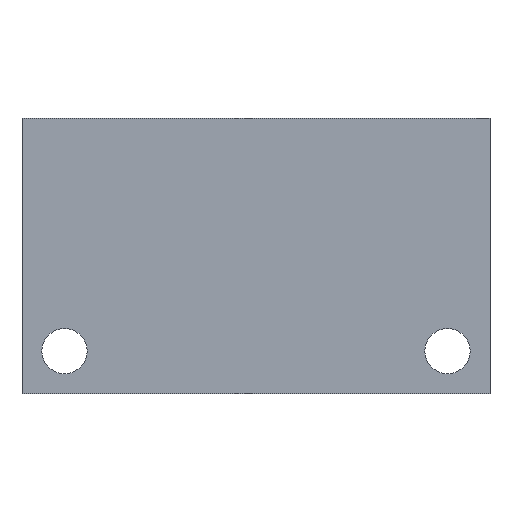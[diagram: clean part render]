
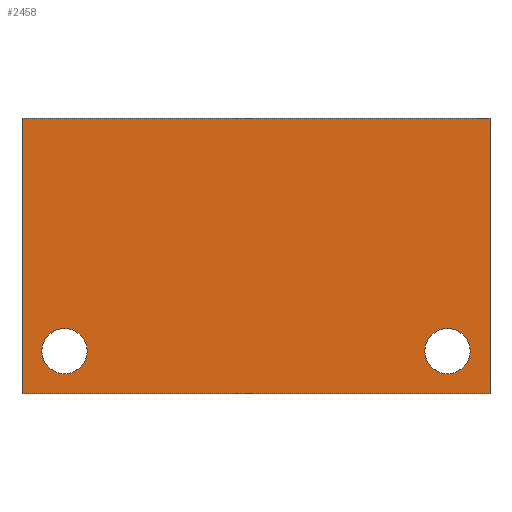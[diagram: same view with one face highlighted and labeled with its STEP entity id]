
A CAD part, front view. The second image highlights one B-rep face of the part: STEP entity #2458.
In plain terms, the highlighted planar face has unit normal (0, -1, 0).
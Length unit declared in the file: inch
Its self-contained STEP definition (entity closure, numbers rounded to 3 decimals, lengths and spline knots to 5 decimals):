
#19 = ORIENTED_EDGE ( 'NONE', *, *, #4604, .T. ) ;
#69 = EDGE_CURVE ( 'NONE', #3557, #1189, #3189, .T. ) ;
#98 = DIRECTION ( 'NONE',  ( 0., 0., -1. ) ) ;
#112 = VERTEX_POINT ( 'NONE', #5000 ) ;
#270 = EDGE_LOOP ( 'NONE', ( #2501, #5591, #5057, #2945 ) ) ;
#540 = DIRECTION ( 'NONE',  ( 0., 0., 1. ) ) ;
#586 = DIRECTION ( 'NONE',  ( 0., 1., 0. ) ) ;
#651 = VECTOR ( 'NONE', #4254, 39.37008 ) ;
#663 = FACE_BOUND ( 'NONE', #3143, .T. ) ;
#718 = DIRECTION ( 'NONE',  ( 0., 0., 1. ) ) ;
#727 = DIRECTION ( 'NONE',  ( 0., 0., -1. ) ) ;
#941 = CARTESIAN_POINT ( 'NONE',  ( -2.125, -0.375, -0.625 ) ) ;
#964 = DIRECTION ( 'NONE',  ( 1., 0., 0. ) ) ;
#1154 = FACE_BOUND ( 'NONE', #3533, .T. ) ;
#1189 = VERTEX_POINT ( 'NONE', #1559 ) ;
#1442 = CARTESIAN_POINT ( 'NONE',  ( -0.193, -0.375, -0.32925 ) ) ;
#1445 = VERTEX_POINT ( 'NONE', #2114 ) ;
#1447 = ORIENTED_EDGE ( 'NONE', *, *, #3322, .T. ) ;
#1559 = CARTESIAN_POINT ( 'NONE',  ( 0., -0.375, -0.625 ) ) ;
#1621 = VECTOR ( 'NONE', #3225, 39.37008 ) ;
#1750 = EDGE_CURVE ( 'NONE', #1445, #5473, #2258, .T. ) ;
#1833 = LINE ( 'NONE', #3869, #651 ) ;
#1862 = AXIS2_PLACEMENT_3D ( 'NONE', #3632, #586, #4936 ) ;
#1917 = CARTESIAN_POINT ( 'NONE',  ( 0., -0.375, 0.625 ) ) ;
#2027 = CARTESIAN_POINT ( 'NONE',  ( -0.193, -0.375, -0.432 ) ) ;
#2114 = CARTESIAN_POINT ( 'NONE',  ( -1.932, -0.375, -0.32925 ) ) ;
#2125 = VECTOR ( 'NONE', #964, 39.37008 ) ;
#2183 = VERTEX_POINT ( 'NONE', #941 ) ;
#2258 = CIRCLE ( 'NONE', #5300, 0.10275 ) ;
#2306 = EDGE_CURVE ( 'NONE', #5473, #1445, #2475, .T. ) ;
#2458 = ADVANCED_FACE ( 'NONE', ( #1154, #663, #5565 ), #2510, .T. ) ;
#2475 = CIRCLE ( 'NONE', #4791, 0.10275 ) ;
#2501 = ORIENTED_EDGE ( 'NONE', *, *, #69, .F. ) ;
#2510 = PLANE ( 'NONE',  #2558 ) ;
#2558 = AXIS2_PLACEMENT_3D ( 'NONE', #4246, #4620, #727 ) ;
#2620 = CARTESIAN_POINT ( 'NONE',  ( -1.932, -0.375, -0.53475 ) ) ;
#2706 = CARTESIAN_POINT ( 'NONE',  ( -2.125, -0.375, 0.625 ) ) ;
#2908 = CIRCLE ( 'NONE', #3028, 0.10275 ) ;
#2945 = ORIENTED_EDGE ( 'NONE', *, *, #3139, .T. ) ;
#3026 = EDGE_CURVE ( 'NONE', #5334, #2183, #4192, .T. ) ;
#3028 = AXIS2_PLACEMENT_3D ( 'NONE', #2027, #5176, #718 ) ;
#3139 = EDGE_CURVE ( 'NONE', #2183, #1189, #1833, .T. ) ;
#3143 = EDGE_LOOP ( 'NONE', ( #19, #1447 ) ) ;
#3189 = LINE ( 'NONE', #1917, #5378 ) ;
#3194 = CARTESIAN_POINT ( 'NONE',  ( -2.125, -0.375, 0.625 ) ) ;
#3213 = CARTESIAN_POINT ( 'NONE',  ( -1.932, -0.375, -0.432 ) ) ;
#3225 = DIRECTION ( 'NONE',  ( 0., 0., -1. ) ) ;
#3322 = EDGE_CURVE ( 'NONE', #112, #5187, #4550, .T. ) ;
#3533 = EDGE_LOOP ( 'NONE', ( #5095, #4512 ) ) ;
#3557 = VERTEX_POINT ( 'NONE', #5640 ) ;
#3632 = CARTESIAN_POINT ( 'NONE',  ( -0.193, -0.375, -0.432 ) ) ;
#3670 = DIRECTION ( 'NONE',  ( 0., 1., 0. ) ) ;
#3749 = CARTESIAN_POINT ( 'NONE',  ( -1.932, -0.375, -0.432 ) ) ;
#3869 = CARTESIAN_POINT ( 'NONE',  ( -2.125, -0.375, -0.625 ) ) ;
#4192 = LINE ( 'NONE', #3194, #1621 ) ;
#4198 = CARTESIAN_POINT ( 'NONE',  ( -2.125, -0.375, 0.625 ) ) ;
#4246 = CARTESIAN_POINT ( 'NONE',  ( -2.125, -0.375, 0.625 ) ) ;
#4254 = DIRECTION ( 'NONE',  ( 1., 0., 0. ) ) ;
#4512 = ORIENTED_EDGE ( 'NONE', *, *, #2306, .T. ) ;
#4550 = CIRCLE ( 'NONE', #1862, 0.10275 ) ;
#4604 = EDGE_CURVE ( 'NONE', #5187, #112, #2908, .T. ) ;
#4620 = DIRECTION ( 'NONE',  ( 0., -1., 0. ) ) ;
#4791 = AXIS2_PLACEMENT_3D ( 'NONE', #3749, #3670, #5040 ) ;
#4910 = DIRECTION ( 'NONE',  ( 0., 1., 0. ) ) ;
#4936 = DIRECTION ( 'NONE',  ( 0., 0., 1. ) ) ;
#5000 = CARTESIAN_POINT ( 'NONE',  ( -0.193, -0.375, -0.53475 ) ) ;
#5040 = DIRECTION ( 'NONE',  ( 0., 0., 1. ) ) ;
#5057 = ORIENTED_EDGE ( 'NONE', *, *, #3026, .T. ) ;
#5067 = EDGE_CURVE ( 'NONE', #5334, #3557, #5645, .T. ) ;
#5095 = ORIENTED_EDGE ( 'NONE', *, *, #1750, .T. ) ;
#5176 = DIRECTION ( 'NONE',  ( 0., 1., 0. ) ) ;
#5187 = VERTEX_POINT ( 'NONE', #1442 ) ;
#5300 = AXIS2_PLACEMENT_3D ( 'NONE', #3213, #4910, #540 ) ;
#5334 = VERTEX_POINT ( 'NONE', #4198 ) ;
#5378 = VECTOR ( 'NONE', #98, 39.37008 ) ;
#5473 = VERTEX_POINT ( 'NONE', #2620 ) ;
#5565 = FACE_OUTER_BOUND ( 'NONE', #270, .T. ) ;
#5591 = ORIENTED_EDGE ( 'NONE', *, *, #5067, .F. ) ;
#5640 = CARTESIAN_POINT ( 'NONE',  ( 0., -0.375, 0.625 ) ) ;
#5645 = LINE ( 'NONE', #2706, #2125 ) ;
